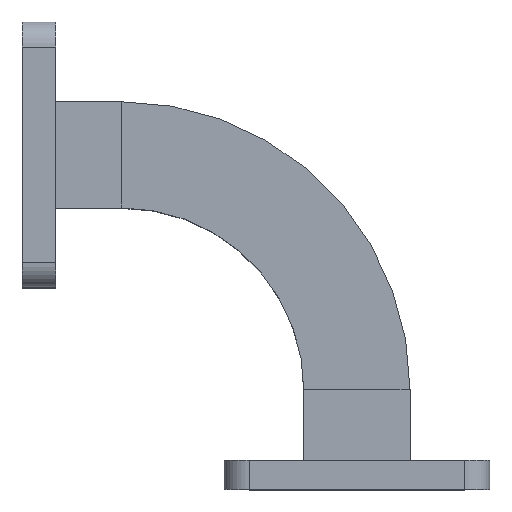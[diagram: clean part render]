
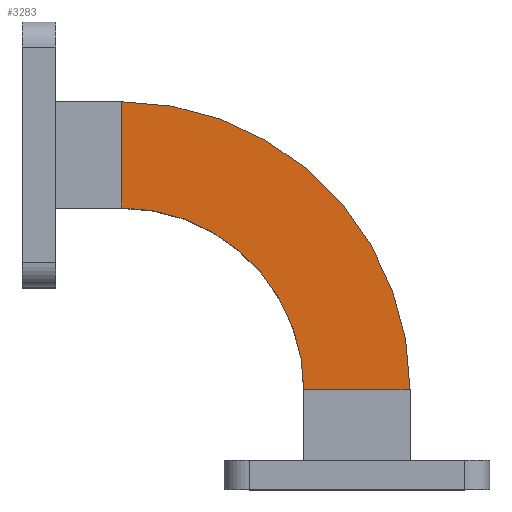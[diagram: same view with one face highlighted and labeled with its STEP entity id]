
A CAD part, top view. The second image highlights one B-rep face of the part: STEP entity #3283.
In plain terms, the highlighted planar face has unit normal (0, 0, 1).
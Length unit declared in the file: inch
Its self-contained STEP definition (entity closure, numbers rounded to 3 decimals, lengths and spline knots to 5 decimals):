
#11 = VERTEX_POINT ( 'NONE', #3204 ) ;
#108 = EDGE_CURVE ( 'NONE', #310, #3142, #1446, .T. ) ;
#231 = ORIENTED_EDGE ( 'NONE', *, *, #2959, .T. ) ;
#242 = VERTEX_POINT ( 'NONE', #2885 ) ;
#310 = VERTEX_POINT ( 'NONE', #1334 ) ;
#398 = LINE ( 'NONE', #805, #2135 ) ;
#446 = DIRECTION ( 'NONE',  ( 0., 1., 0. ) ) ;
#596 = DIRECTION ( 'NONE',  ( 0., 1., 0. ) ) ;
#642 = CIRCLE ( 'NONE', #1620, 1.7126 ) ;
#773 = DIRECTION ( 'NONE',  ( 0., 0., 1. ) ) ;
#791 = FACE_OUTER_BOUND ( 'NONE', #3055, .T. ) ;
#805 = CARTESIAN_POINT ( 'NONE',  ( 0.93701, -0.5, 1. ) ) ;
#1062 = CARTESIAN_POINT ( 'NONE',  ( 0.93701, -2.2126, 1. ) ) ;
#1073 = AXIS2_PLACEMENT_3D ( 'NONE', #2339, #773, #2561 ) ;
#1334 = CARTESIAN_POINT ( 'NONE',  ( 3.64961, -2.2126, 1. ) ) ;
#1440 = DIRECTION ( 'NONE',  ( 0., 0., -1. ) ) ;
#1446 = LINE ( 'NONE', #2232, #1592 ) ;
#1592 = VECTOR ( 'NONE', #3249, 39.37008 ) ;
#1607 = CIRCLE ( 'NONE', #2028, 2.7126 ) ;
#1620 = AXIS2_PLACEMENT_3D ( 'NONE', #1062, #3130, #596 ) ;
#1959 = EDGE_CURVE ( 'NONE', #242, #11, #398, .T. ) ;
#2028 = AXIS2_PLACEMENT_3D ( 'NONE', #2226, #1440, #446 ) ;
#2047 = EDGE_CURVE ( 'NONE', #242, #310, #1607, .T. ) ;
#2090 = PLANE ( 'NONE',  #1073 ) ;
#2135 = VECTOR ( 'NONE', #2447, 39.37008 ) ;
#2226 = CARTESIAN_POINT ( 'NONE',  ( 0.93701, -2.2126, 1. ) ) ;
#2232 = CARTESIAN_POINT ( 'NONE',  ( 2.64961, -2.2126, 1. ) ) ;
#2290 = ORIENTED_EDGE ( 'NONE', *, *, #108, .F. ) ;
#2339 = CARTESIAN_POINT ( 'NONE',  ( 0.93701, -0.5, 1. ) ) ;
#2447 = DIRECTION ( 'NONE',  ( 0., -1., 0. ) ) ;
#2561 = DIRECTION ( 'NONE',  ( 1., 0., 0. ) ) ;
#2820 = ORIENTED_EDGE ( 'NONE', *, *, #2047, .F. ) ;
#2823 = ORIENTED_EDGE ( 'NONE', *, *, #1959, .T. ) ;
#2885 = CARTESIAN_POINT ( 'NONE',  ( 0.93701, 0.5, 1. ) ) ;
#2959 = EDGE_CURVE ( 'NONE', #11, #3142, #642, .T. ) ;
#3055 = EDGE_LOOP ( 'NONE', ( #2290, #2820, #2823, #231 ) ) ;
#3130 = DIRECTION ( 'NONE',  ( 0., 0., -1. ) ) ;
#3142 = VERTEX_POINT ( 'NONE', #3269 ) ;
#3204 = CARTESIAN_POINT ( 'NONE',  ( 0.93701, -0.5, 1. ) ) ;
#3249 = DIRECTION ( 'NONE',  ( -1., 0., 0. ) ) ;
#3269 = CARTESIAN_POINT ( 'NONE',  ( 2.64961, -2.2126, 1. ) ) ;
#3283 = ADVANCED_FACE ( 'NONE', ( #791 ), #2090, .T. ) ;
